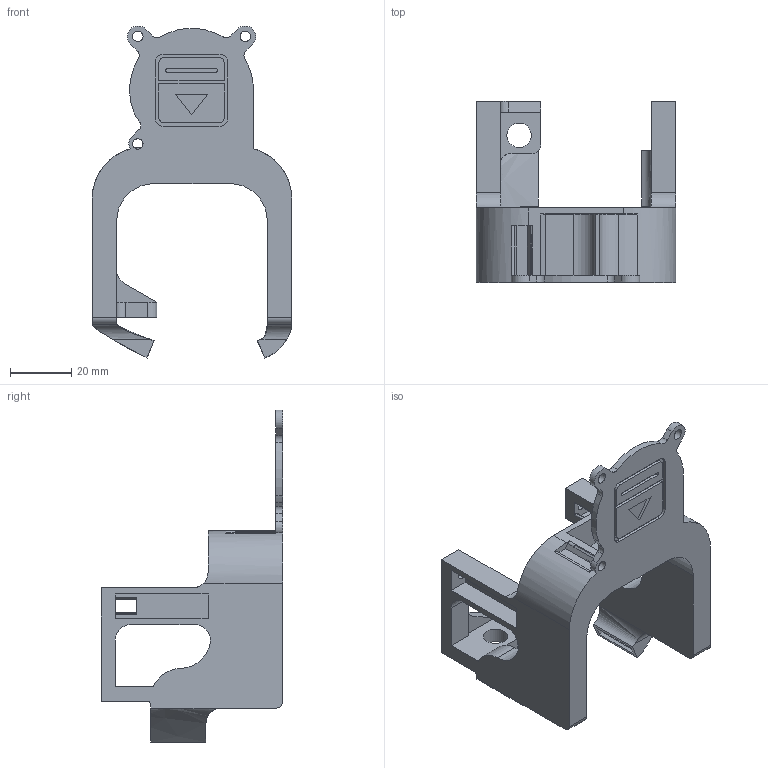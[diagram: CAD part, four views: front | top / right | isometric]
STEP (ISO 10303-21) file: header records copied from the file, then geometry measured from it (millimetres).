
FILE_DESCRIPTION(/* description */ (''),/* implementation_level */ '2;1');
FILE_NAME(/* name */ 'SK-Cube fan duct v2 + Volcano hotend + inductive ABL v1.step',/* time_stamp */ '2022-10-08T18:34:41+08:00',/* author */ (''),/* organization */ (''),/* preprocessor_version */ 'ST-DEVELOPER v19',/* originating_system */ 'Autodesk Translation Framework v11.7.0.108',/* authorisation */ '');
FILE_SCHEMA (('AUTOMOTIVE_DESIGN { 1 0 10303 214 3 1 1 }'));
Length unit declared in the file: millimetre
Products named in the file (1): SK-Cube fan duct v2 + Volcano hotend + inductive ABL
Bounding box: 65 x 58.95 x 108.08 mm (x, y, z)
Volume: 26138.1 mm3; surface area: 30792.3 mm2
Topology: 1 solids, 1 shells, 191 faces, 555 edges, 368 vertices
Faces by surface type: plane 107, cylinder 76, bspline 8
Full cylindrical faces by diameter (mm): 3.4 x3, 8 x1
Entity records: 6595 total; most frequent: CARTESIAN_POINT 1389, ORIENTED_EDGE 1110, DIRECTION 1049, EDGE_CURVE 555, LINE 377, VECTOR 377, VERTEX_POINT 368, AXIS2_PLACEMENT_3D 336
